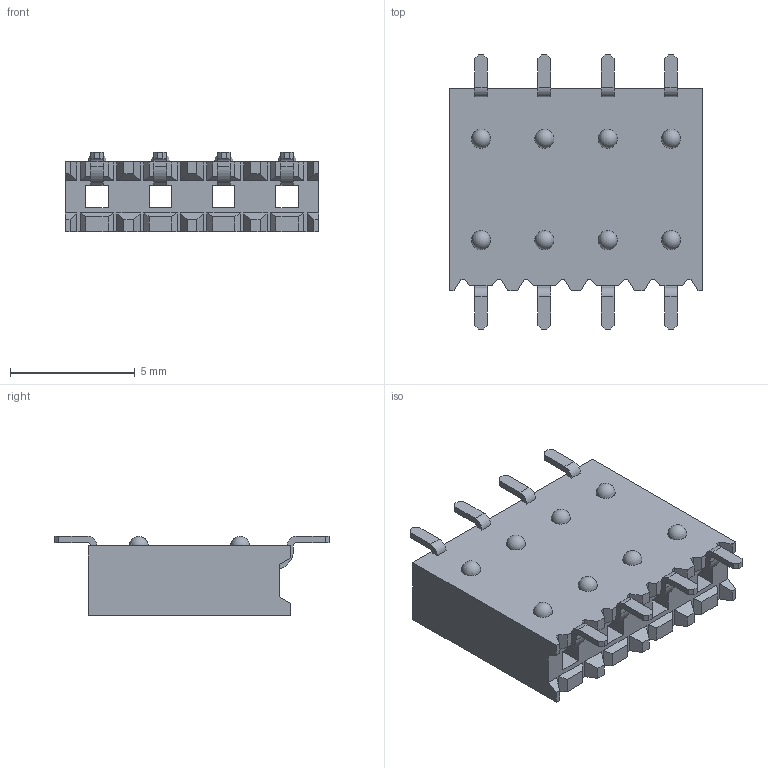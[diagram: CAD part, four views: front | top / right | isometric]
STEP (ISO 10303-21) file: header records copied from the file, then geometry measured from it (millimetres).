
FILE_DESCRIPTION(/* description */ ('STEP AP214'),/* implementation_level */ '2;1');
FILE_NAME(/* name */ 'SSM-104-F-SH-TR',/* time_stamp */ '2024-08-14T14:57:09+02:00',/* author */ ('License CC BY-ND 4.0'),/* organization */ ('CADENAS'),/* preprocessor_version */ 'ST-DEVELOPER v19.3',/* originating_system */ 'PARTsolutions',/* authorisation */ ' ');
FILE_SCHEMA (('AUTOMOTIVE_DESIGN {1 0 10303 214 3 1 1}'));
Length unit declared in the file: inch
Products named in the file (3): SSM-104-F-SH-TR; SSM-104-F-SH-TR_body; C-58-06-F4
Assembly tree (2 placements, depth 2):
  SSM-104-F-SH-TR
    SSM-104-F-SH-TR_body
    C-58-06-F4
Bounding box: 10.16 x 11 x 3.17 mm (x, y, z)
Volume: 202.2 mm3; surface area: 477.6 mm2
Topology: 2 solids, 2 shells, 223 faces, 656 edges, 432 vertices
Faces by surface type: plane 183, cylinder 32, sphere 8
Entity records: 7256 total; most frequent: CARTESIAN_POINT 1282, ORIENTED_EDGE 1264, DIRECTION 1156, EDGE_CURVE 632, LINE 560, VECTOR 560, VERTEX_POINT 424, AXIS2_PLACEMENT_3D 298
